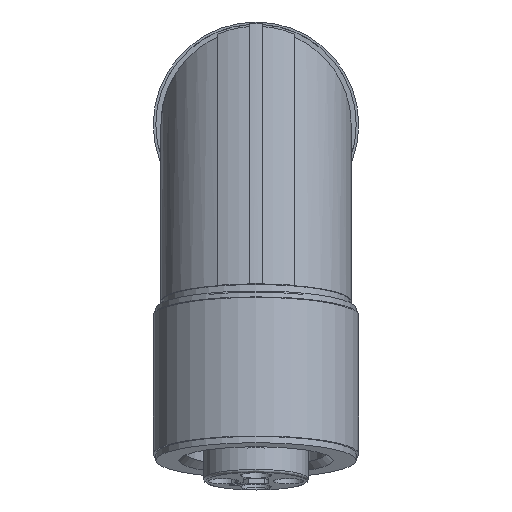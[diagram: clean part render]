
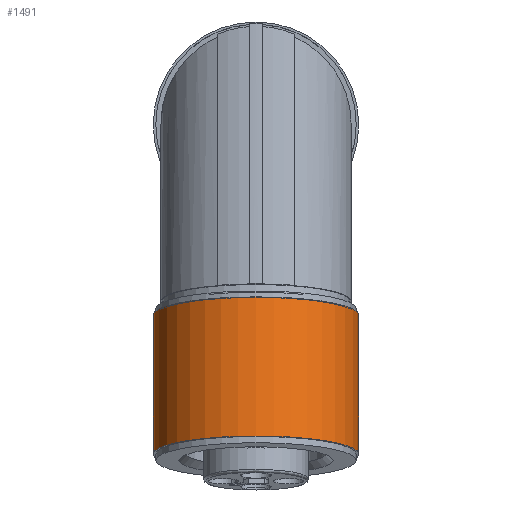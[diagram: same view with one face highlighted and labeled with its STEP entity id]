
A CAD part, top view. The second image highlights one B-rep face of the part: STEP entity #1491.
In plain terms, the highlighted cylindrical face has radius 8 mm (diameter 16 mm), a full revolution.
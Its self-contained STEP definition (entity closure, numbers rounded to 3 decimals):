
#255=CIRCLE('',#1605,8.);
#256=CIRCLE('',#1607,8.);
#427=ORIENTED_EDGE('',*,*,#639,.F.);
#428=ORIENTED_EDGE('',*,*,#638,.T.);
#638=EDGE_CURVE('',#751,#751,#255,.T.);
#639=EDGE_CURVE('',#752,#752,#256,.T.);
#751=VERTEX_POINT('',#2208);
#752=VERTEX_POINT('',#2211);
#829=EDGE_LOOP('',(#427));
#830=EDGE_LOOP('',(#428));
#923=FACE_BOUND('',#829,.T.);
#924=FACE_BOUND('',#830,.T.);
#978=CYLINDRICAL_SURFACE('',#1606,8.);
#1491=ADVANCED_FACE('',(#923,#924),#978,.T.);
#1605=AXIS2_PLACEMENT_3D('',#2207,#1855,#1856);
#1606=AXIS2_PLACEMENT_3D('',#2209,#1857,#1858);
#1607=AXIS2_PLACEMENT_3D('',#2210,#1859,#1860);
#1855=DIRECTION('',(0.,0.985,-0.174));
#1856=DIRECTION('',(0.,0.174,0.985));
#1857=DIRECTION('',(0.,0.985,-0.174));
#1858=DIRECTION('',(0.,0.174,0.985));
#1859=DIRECTION('',(0.,0.985,-0.174));
#1860=DIRECTION('',(0.,0.174,0.985));
#2207=CARTESIAN_POINT('',(0.,-25.694,37.266));
#2208=CARTESIAN_POINT('',(0.,-24.305,45.145));
#2209=CARTESIAN_POINT('',(0.,6.411,31.606));
#2210=CARTESIAN_POINT('',(0.,-14.861,35.356));
#2211=CARTESIAN_POINT('',(0.,-13.472,43.235));
